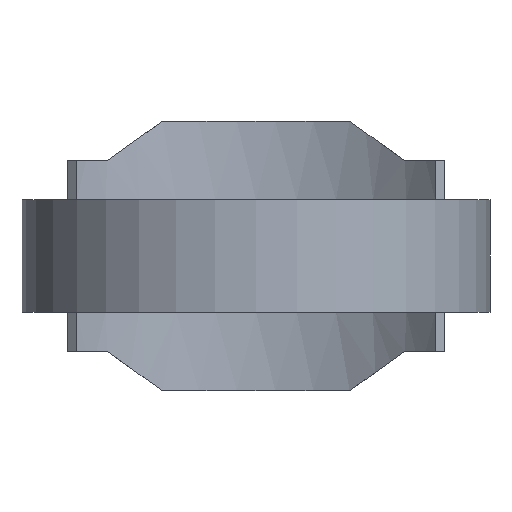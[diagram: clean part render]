
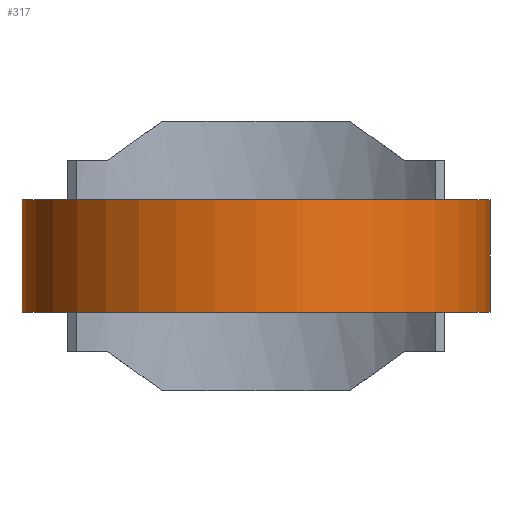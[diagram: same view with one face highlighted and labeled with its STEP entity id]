
A CAD part, front view. The second image highlights one B-rep face of the part: STEP entity #317.
In plain terms, the highlighted cylindrical face has radius 125 mm (diameter 250 mm), a partial arc.
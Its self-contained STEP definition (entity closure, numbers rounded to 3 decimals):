
#237 = VERTEX_POINT( '', #567 );
#245 = EDGE_CURVE( '', #389, #237, #575, .T. );
#263 = VERTEX_POINT( '', #596 );
#317 = ADVANCED_FACE( '', ( #653 ), #654, .T. );
#319 = EDGE_CURVE( '', #389, #263, #656, .T. );
#375 = VERTEX_POINT( '', #720 );
#389 = VERTEX_POINT( '', #735 );
#395 = EDGE_CURVE( '', #263, #375, #741, .T. );
#397 = EDGE_CURVE( '', #375, #237, #743, .T. );
#567 = CARTESIAN_POINT( '', ( 125., 0., -30. ) );
#575 = CIRCLE( '', #981, 125. );
#596 = CARTESIAN_POINT( '', ( -125., 0., 30. ) );
#653 = FACE_OUTER_BOUND( '', #1186, .T. );
#654 = CYLINDRICAL_SURFACE( '', #1187, 125. );
#656 = LINE( '', #1190, #1191 );
#720 = CARTESIAN_POINT( '', ( 125., 0., 30. ) );
#735 = CARTESIAN_POINT( '', ( -125., 0., -30. ) );
#741 = CIRCLE( '', #1295, 125. );
#743 = LINE( '', #1298, #1299 );
#981 = AXIS2_PLACEMENT_3D( '', #1574, #1575, #1576 );
#1186 = EDGE_LOOP( '', ( #1664, #1665, #1666, #1667 ) );
#1187 = AXIS2_PLACEMENT_3D( '', #1668, #1669, #1670 );
#1190 = CARTESIAN_POINT( '', ( -125., 0., 30. ) );
#1191 = VECTOR( '', #1671, 1. );
#1295 = AXIS2_PLACEMENT_3D( '', #1778, #1779, #1780 );
#1298 = CARTESIAN_POINT( '', ( 125., 0., 30. ) );
#1299 = VECTOR( '', #1781, 1. );
#1574 = CARTESIAN_POINT( '', ( 0., 0., -30. ) );
#1575 = DIRECTION( '', ( 0., 0., 1. ) );
#1576 = DIRECTION( '', ( 1., 0., 0. ) );
#1664 = ORIENTED_EDGE( '', *, *, #397, .F. );
#1665 = ORIENTED_EDGE( '', *, *, #395, .F. );
#1666 = ORIENTED_EDGE( '', *, *, #319, .F. );
#1667 = ORIENTED_EDGE( '', *, *, #245, .T. );
#1668 = CARTESIAN_POINT( '', ( 0., 0., 30. ) );
#1669 = DIRECTION( '', ( 0., 0., 1. ) );
#1670 = DIRECTION( '', ( 1., 0., 0. ) );
#1671 = DIRECTION( '', ( 0., 0., 1. ) );
#1778 = CARTESIAN_POINT( '', ( 0., 0., 30. ) );
#1779 = DIRECTION( '', ( 0., 0., 1. ) );
#1780 = DIRECTION( '', ( 1., 0., 0. ) );
#1781 = DIRECTION( '', ( 0., 0., -1. ) );
